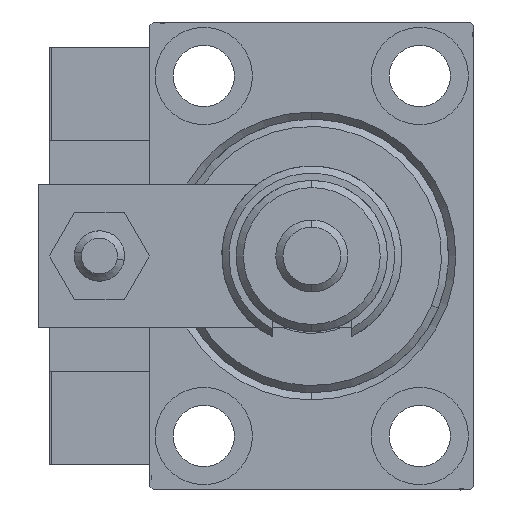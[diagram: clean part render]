
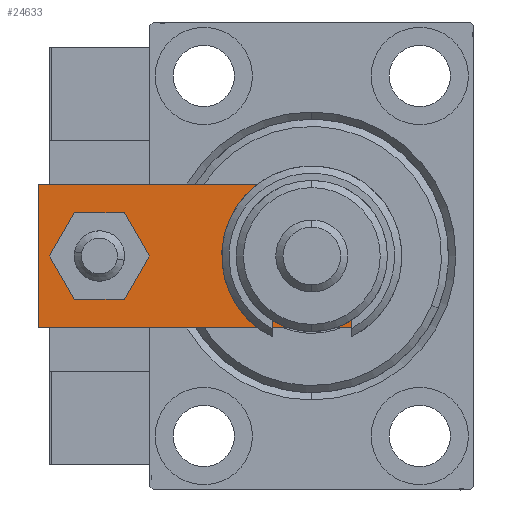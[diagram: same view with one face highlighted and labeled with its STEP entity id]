
A CAD part, left-side view. The second image highlights one B-rep face of the part: STEP entity #24633.
In plain terms, the highlighted face is planar.
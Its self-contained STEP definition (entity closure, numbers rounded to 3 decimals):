
#1014 = VERTEX_POINT ( 'NONE', #9285 ) ;
#1355 = VECTOR ( 'NONE', #36750, 1000. ) ;
#2215 = VERTEX_POINT ( 'NONE', #2784 ) ;
#2784 = CARTESIAN_POINT ( 'NONE',  ( -10., 4.24, 6. ) ) ;
#3754 = EDGE_LOOP ( 'NONE', ( #32718, #33467, #9203, #52365, #41683, #33713 ) ) ;
#4477 = AXIS2_PLACEMENT_3D ( 'NONE', #49181, #33445, #45381 ) ;
#4655 = CARTESIAN_POINT ( 'NONE',  ( 5.76, 0., 6. ) ) ;
#5082 = ORIENTED_EDGE ( 'NONE', *, *, #22681, .F. ) ;
#5578 = CARTESIAN_POINT ( 'NONE',  ( -2.88, -2.88, 6. ) ) ;
#5904 = DIRECTION ( 'NONE',  ( 1., 0., 0. ) ) ;
#6038 = DIRECTION ( 'NONE',  ( 1., 0., 0. ) ) ;
#6537 = VECTOR ( 'NONE', #52296, 1000. ) ;
#7096 = CARTESIAN_POINT ( 'NONE',  ( 10., 0., 6. ) ) ;
#7293 = LINE ( 'NONE', #32688, #1355 ) ;
#7795 = FACE_BOUND ( 'NONE', #24746, .T. ) ;
#7981 = DIRECTION ( 'NONE',  ( 1., 0., 0. ) ) ;
#8530 = LINE ( 'NONE', #50714, #31885 ) ;
#8570 = LINE ( 'NONE', #5578, #28572 ) ;
#8923 = VERTEX_POINT ( 'NONE', #27248 ) ;
#9203 = ORIENTED_EDGE ( 'NONE', *, *, #15398, .T. ) ;
#9285 = CARTESIAN_POINT ( 'NONE',  ( -7.25, 10., 6. ) ) ;
#10021 = AXIS2_PLACEMENT_3D ( 'NONE', #49372, #44766, #7981 ) ;
#12133 = AXIS2_PLACEMENT_3D ( 'NONE', #51369, #14559, #5904 ) ;
#12403 = CIRCLE ( 'NONE', #37442, 4. ) ;
#12890 = DIRECTION ( 'NONE',  ( 0.707, -0.707, 0. ) ) ;
#13054 = DIRECTION ( 'NONE',  ( 0., -1., 0. ) ) ;
#14400 = DIRECTION ( 'NONE',  ( 0., 0., 1. ) ) ;
#14559 = DIRECTION ( 'NONE',  ( 0., 0., 1. ) ) ;
#14756 = AXIS2_PLACEMENT_3D ( 'NONE', #50958, #51510, #6038 ) ;
#14946 = LINE ( 'NONE', #32483, #27181 ) ;
#15398 = EDGE_CURVE ( 'NONE', #39650, #48852, #8530, .T. ) ;
#16961 = FACE_BOUND ( 'NONE', #25623, .T. ) ;
#17342 = EDGE_CURVE ( 'NONE', #1014, #41868, #30221, .T. ) ;
#18342 = EDGE_CURVE ( 'NONE', #2215, #39650, #8570, .T. ) ;
#21844 = VERTEX_POINT ( 'NONE', #39329 ) ;
#22544 = CIRCLE ( 'NONE', #14756, 4. ) ;
#22681 = EDGE_CURVE ( 'NONE', #8923, #26321, #22544, .T. ) ;
#23591 = DIRECTION ( 'NONE',  ( 0.707, 0.707, 0. ) ) ;
#24312 = VERTEX_POINT ( 'NONE', #33771 ) ;
#24578 = ORIENTED_EDGE ( 'NONE', *, *, #17342, .F. ) ;
#24633 = ADVANCED_FACE ( 'NONE', ( #16961, #44842, #7795 ), #40791, .T. ) ;
#24746 = EDGE_LOOP ( 'NONE', ( #24578, #47104 ) ) ;
#25623 = EDGE_LOOP ( 'NONE', ( #34882, #5082 ) ) ;
#25837 = CARTESIAN_POINT ( 'NONE',  ( -10., 48., 6. ) ) ;
#26321 = VERTEX_POINT ( 'NONE', #33749 ) ;
#27181 = VECTOR ( 'NONE', #23591, 1000. ) ;
#27248 = CARTESIAN_POINT ( 'NONE',  ( 4., 39.5, 6. ) ) ;
#27646 = LINE ( 'NONE', #7096, #6537 ) ;
#28572 = VECTOR ( 'NONE', #12890, 1000. ) ;
#30221 = CIRCLE ( 'NONE', #12133, 7.25 ) ;
#30607 = VECTOR ( 'NONE', #13054, 1000. ) ;
#31270 = EDGE_CURVE ( 'NONE', #48852, #24312, #14946, .T. ) ;
#31885 = VECTOR ( 'NONE', #37979, 1000. ) ;
#31944 = DIRECTION ( 'NONE',  ( 1., 0., 0. ) ) ;
#32483 = CARTESIAN_POINT ( 'NONE',  ( 2.88, -2.88, 6. ) ) ;
#32688 = CARTESIAN_POINT ( 'NONE',  ( 10., 48., 6. ) ) ;
#32718 = ORIENTED_EDGE ( 'NONE', *, *, #44794, .T. ) ;
#33445 = DIRECTION ( 'NONE',  ( 0., 0., 1. ) ) ;
#33467 = ORIENTED_EDGE ( 'NONE', *, *, #18342, .T. ) ;
#33713 = ORIENTED_EDGE ( 'NONE', *, *, #46164, .T. ) ;
#33749 = CARTESIAN_POINT ( 'NONE',  ( -4., 39.5, 6. ) ) ;
#33771 = CARTESIAN_POINT ( 'NONE',  ( 10., 4.24, 6. ) ) ;
#34882 = ORIENTED_EDGE ( 'NONE', *, *, #42457, .F. ) ;
#36092 = CARTESIAN_POINT ( 'NONE',  ( -5.76, 0., 6. ) ) ;
#36750 = DIRECTION ( 'NONE',  ( -1., 0., 0. ) ) ;
#37442 = AXIS2_PLACEMENT_3D ( 'NONE', #39816, #14400, #31944 ) ;
#37979 = DIRECTION ( 'NONE',  ( 1., 0., 0. ) ) ;
#38195 = CARTESIAN_POINT ( 'NONE',  ( -10., 48., 6. ) ) ;
#39329 = CARTESIAN_POINT ( 'NONE',  ( 10., 48., 6. ) ) ;
#39650 = VERTEX_POINT ( 'NONE', #36092 ) ;
#39816 = CARTESIAN_POINT ( 'NONE',  ( 0., 39.5, 6. ) ) ;
#40791 = PLANE ( 'NONE',  #4477 ) ;
#41683 = ORIENTED_EDGE ( 'NONE', *, *, #45874, .T. ) ;
#41868 = VERTEX_POINT ( 'NONE', #48085 ) ;
#41961 = CIRCLE ( 'NONE', #10021, 7.25 ) ;
#42457 = EDGE_CURVE ( 'NONE', #26321, #8923, #12403, .T. ) ;
#44766 = DIRECTION ( 'NONE',  ( 0., 0., 1. ) ) ;
#44794 = EDGE_CURVE ( 'NONE', #52018, #2215, #46592, .T. ) ;
#44842 = FACE_OUTER_BOUND ( 'NONE', #3754, .T. ) ;
#45381 = DIRECTION ( 'NONE',  ( 1., 0., 0. ) ) ;
#45874 = EDGE_CURVE ( 'NONE', #24312, #21844, #27646, .T. ) ;
#46164 = EDGE_CURVE ( 'NONE', #21844, #52018, #7293, .T. ) ;
#46592 = LINE ( 'NONE', #38195, #30607 ) ;
#47014 = EDGE_CURVE ( 'NONE', #41868, #1014, #41961, .T. ) ;
#47104 = ORIENTED_EDGE ( 'NONE', *, *, #47014, .F. ) ;
#48085 = CARTESIAN_POINT ( 'NONE',  ( 7.25, 10., 6. ) ) ;
#48852 = VERTEX_POINT ( 'NONE', #4655 ) ;
#49181 = CARTESIAN_POINT ( 'NONE',  ( 0., 0., 6. ) ) ;
#49372 = CARTESIAN_POINT ( 'NONE',  ( 0., 10., 6. ) ) ;
#50714 = CARTESIAN_POINT ( 'NONE',  ( -10., 0., 6. ) ) ;
#50958 = CARTESIAN_POINT ( 'NONE',  ( 0., 39.5, 6. ) ) ;
#51369 = CARTESIAN_POINT ( 'NONE',  ( 0., 10., 6. ) ) ;
#51510 = DIRECTION ( 'NONE',  ( 0., 0., 1. ) ) ;
#52018 = VERTEX_POINT ( 'NONE', #25837 ) ;
#52296 = DIRECTION ( 'NONE',  ( 0., 1., 0. ) ) ;
#52365 = ORIENTED_EDGE ( 'NONE', *, *, #31270, .T. ) ;
